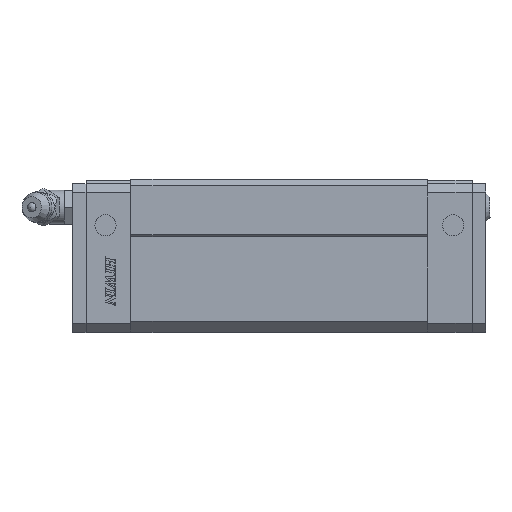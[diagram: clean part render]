
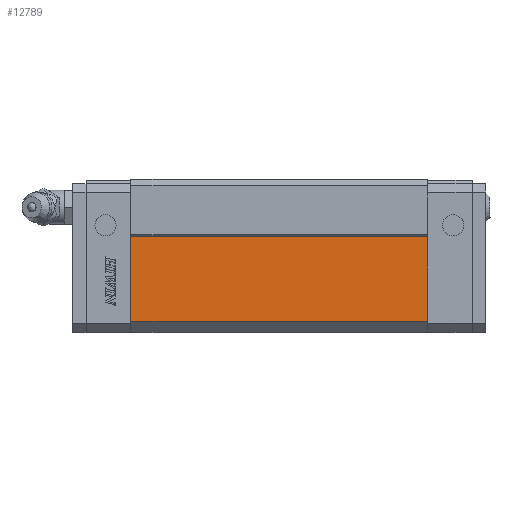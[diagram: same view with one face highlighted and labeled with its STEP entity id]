
A CAD part, top view. The second image highlights one B-rep face of the part: STEP entity #12789.
In plain terms, the highlighted face is planar.
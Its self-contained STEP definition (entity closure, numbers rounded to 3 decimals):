
#341=PLANE('',#13813);
#990=FACE_OUTER_BOUND('',#1710,.T.);
#1710=EDGE_LOOP('',(#10376,#10377,#10378,#10379));
#3160=LINE('',#19773,#4554);
#3163=LINE('',#19779,#4557);
#3200=LINE('',#19893,#4594);
#3272=LINE('',#20075,#4666);
#4554=VECTOR('',#15984,10.);
#4557=VECTOR('',#15989,15.);
#4594=VECTOR('',#16070,15.);
#4666=VECTOR('',#16258,70.);
#5887=VERTEX_POINT('',#19769);
#5889=VERTEX_POINT('',#19772);
#5891=VERTEX_POINT('',#19778);
#5946=VERTEX_POINT('',#19892);
#7412=EDGE_CURVE('',#5889,#5887,#3160,.T.);
#7415=EDGE_CURVE('',#5887,#5891,#3163,.T.);
#7472=EDGE_CURVE('',#5889,#5946,#3200,.T.);
#7564=EDGE_CURVE('',#5891,#5946,#3272,.T.);
#10376=ORIENTED_EDGE('',*,*,#7415,.T.);
#10377=ORIENTED_EDGE('',*,*,#7564,.T.);
#10378=ORIENTED_EDGE('',*,*,#7472,.F.);
#10379=ORIENTED_EDGE('',*,*,#7412,.T.);
#12789=ADVANCED_FACE('',(#990),#341,.T.);
#13813=AXIS2_PLACEMENT_3D('',#20078,#16262,#16263);
#15984=DIRECTION('',(0.,0.,-1.));
#15989=DIRECTION('',(0.,-1.,0.));
#16070=DIRECTION('',(0.,-1.,0.));
#16258=DIRECTION('',(0.,0.,1.));
#16262=DIRECTION('center_axis',(-1.,0.,0.));
#16263=DIRECTION('ref_axis',(0.,-1.,0.));
#19769=CARTESIAN_POINT('',(-29.5,2.5,-35.));
#19772=CARTESIAN_POINT('',(-29.5,2.5,35.));
#19773=CARTESIAN_POINT('',(-29.5,2.5,35.));
#19778=CARTESIAN_POINT('',(-29.5,-17.5,-35.));
#19779=CARTESIAN_POINT('',(-29.5,-2.5,-35.));
#19892=CARTESIAN_POINT('',(-29.5,-17.5,35.));
#19893=CARTESIAN_POINT('',(-29.5,-2.5,35.));
#20075=CARTESIAN_POINT('',(-29.5,-17.5,-35.));
#20078=CARTESIAN_POINT('Origin',(-29.5,0.5,-35.));
